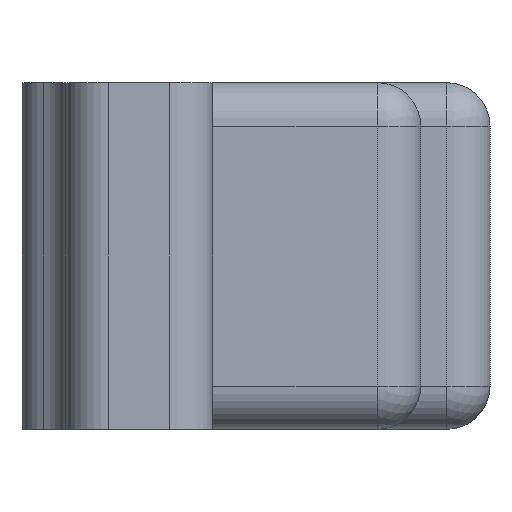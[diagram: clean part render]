
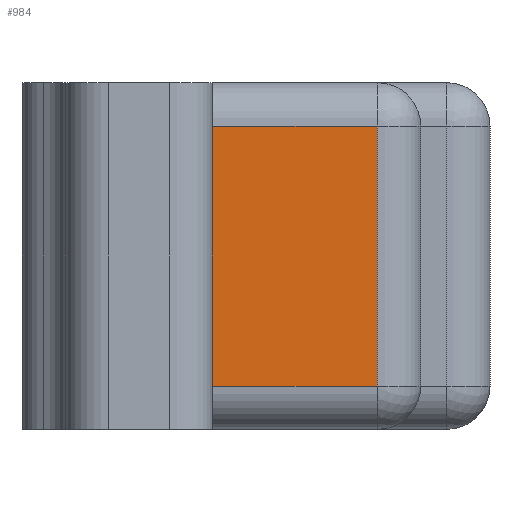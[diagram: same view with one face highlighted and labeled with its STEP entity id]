
A CAD part, left-side view. The second image highlights one B-rep face of the part: STEP entity #984.
In plain terms, the highlighted planar face has unit normal (-1, 0, 0).
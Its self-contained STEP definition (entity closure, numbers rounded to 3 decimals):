
#148=FACE_OUTER_BOUND('',#207,.T.);
#207=EDGE_LOOP('',(#882,#883,#884,#885));
#297=LINE('',#1683,#390);
#299=LINE('',#1688,#392);
#302=LINE('',#1696,#395);
#305=LINE('',#1702,#398);
#390=VECTOR('',#1386,10.);
#392=VECTOR('',#1392,10.);
#395=VECTOR('',#1403,10.);
#398=VECTOR('',#1412,10.);
#479=VERTEX_POINT('',#1671);
#482=VERTEX_POINT('',#1679);
#483=VERTEX_POINT('',#1686);
#484=VERTEX_POINT('',#1694);
#615=EDGE_CURVE('',#479,#482,#297,.T.);
#618=EDGE_CURVE('',#482,#483,#299,.T.);
#622=EDGE_CURVE('',#484,#479,#302,.T.);
#625=EDGE_CURVE('',#483,#484,#305,.T.);
#882=ORIENTED_EDGE('',*,*,#618,.F.);
#883=ORIENTED_EDGE('',*,*,#615,.F.);
#884=ORIENTED_EDGE('',*,*,#622,.F.);
#885=ORIENTED_EDGE('',*,*,#625,.F.);
#927=PLANE('',#1112);
#984=ADVANCED_FACE('',(#148),#927,.T.);
#1112=AXIS2_PLACEMENT_3D('',#1701,#1410,#1411);
#1386=DIRECTION('',(0.,0.,-1.));
#1392=DIRECTION('',(0.,1.,0.));
#1403=DIRECTION('',(0.,-1.,0.));
#1410=DIRECTION('center_axis',(-1.,0.,0.));
#1411=DIRECTION('ref_axis',(0.,1.,0.));
#1412=DIRECTION('',(0.,0.,1.));
#1671=CARTESIAN_POINT('',(-6.858,-4.7,2.5));
#1679=CARTESIAN_POINT('',(-6.858,-4.7,-0.5));
#1683=CARTESIAN_POINT('',(-6.858,-4.7,0.));
#1686=CARTESIAN_POINT('',(-6.858,-2.8,-0.5));
#1688=CARTESIAN_POINT('',(-6.858,-4.25,-0.5));
#1694=CARTESIAN_POINT('',(-6.858,-2.8,2.5));
#1696=CARTESIAN_POINT('',(-6.858,-4.25,2.5));
#1701=CARTESIAN_POINT('Origin',(-6.858,-5.2,0.));
#1702=CARTESIAN_POINT('',(-6.858,-2.8,0.));
